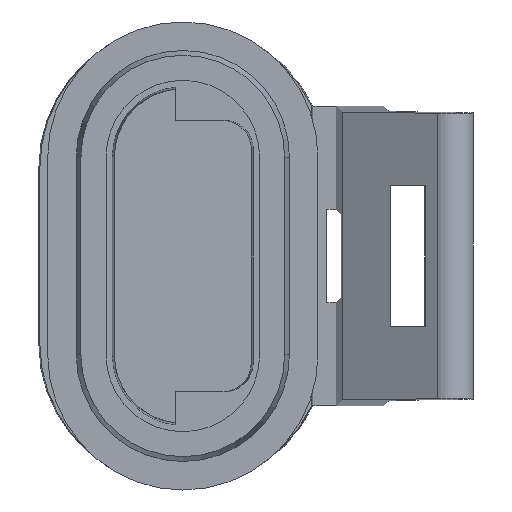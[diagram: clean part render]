
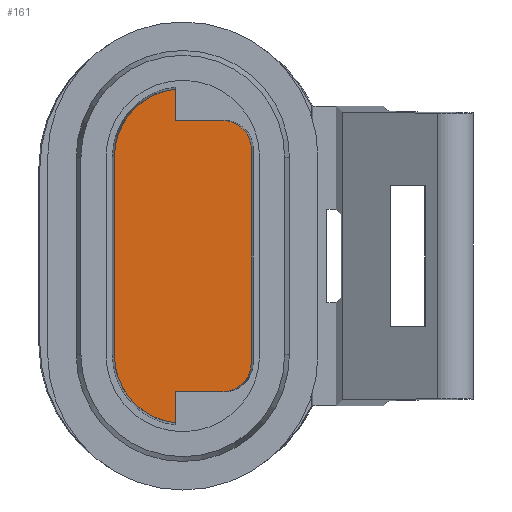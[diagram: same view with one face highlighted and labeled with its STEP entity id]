
A CAD part, front view. The second image highlights one B-rep face of the part: STEP entity #161.
In plain terms, the highlighted planar face has unit normal (0, -1, 0).
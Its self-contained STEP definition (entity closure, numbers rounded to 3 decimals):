
#82=CIRCLE('',#1362,2.875);
#83=CIRCLE('',#1363,2.875);
#161=ADVANCED_FACE('',(#266),#211,.T.);
#211=PLANE('',#1366);
#266=FACE_OUTER_BOUND('',#340,.T.);
#340=EDGE_LOOP('',(#656,#657,#658,#659,#660,#661,#662,#663,#664,#665));
#368=ELLIPSE('',#1364,1.2,1.2);
#369=ELLIPSE('',#1365,1.2,1.2);
#656=ORIENTED_EDGE('',*,*,#997,.T.);
#657=ORIENTED_EDGE('',*,*,#998,.T.);
#658=ORIENTED_EDGE('',*,*,#999,.F.);
#659=ORIENTED_EDGE('',*,*,#1000,.F.);
#660=ORIENTED_EDGE('',*,*,#1001,.T.);
#661=ORIENTED_EDGE('',*,*,#1002,.F.);
#662=ORIENTED_EDGE('',*,*,#1003,.F.);
#663=ORIENTED_EDGE('',*,*,#1004,.F.);
#664=ORIENTED_EDGE('',*,*,#1005,.F.);
#665=ORIENTED_EDGE('',*,*,#1006,.F.);
#832=VERTEX_POINT('',#2072);
#833=VERTEX_POINT('',#2073);
#834=VERTEX_POINT('',#2075);
#835=VERTEX_POINT('',#2077);
#836=VERTEX_POINT('',#2079);
#837=VERTEX_POINT('',#2081);
#838=VERTEX_POINT('',#2083);
#839=VERTEX_POINT('',#2085);
#840=VERTEX_POINT('',#2087);
#841=VERTEX_POINT('',#2089);
#997=EDGE_CURVE('',#832,#833,#82,.T.);
#998=EDGE_CURVE('',#833,#834,#1127,.T.);
#999=EDGE_CURVE('',#835,#834,#83,.T.);
#1000=EDGE_CURVE('',#836,#835,#1128,.T.);
#1001=EDGE_CURVE('',#836,#837,#1129,.T.);
#1002=EDGE_CURVE('',#838,#837,#368,.T.);
#1003=EDGE_CURVE('',#839,#838,#1130,.T.);
#1004=EDGE_CURVE('',#840,#839,#369,.T.);
#1005=EDGE_CURVE('',#841,#840,#1131,.T.);
#1006=EDGE_CURVE('',#832,#841,#1132,.T.);
#1127=LINE('',#2074,#1251);
#1128=LINE('',#2078,#1252);
#1129=LINE('',#2080,#1253);
#1130=LINE('',#2084,#1254);
#1131=LINE('',#2088,#1255);
#1132=LINE('',#2090,#1256);
#1251=VECTOR('',#1679,1.);
#1252=VECTOR('',#1682,1.);
#1253=VECTOR('',#1683,1.);
#1254=VECTOR('',#1686,1.);
#1255=VECTOR('',#1689,1.);
#1256=VECTOR('',#1690,1.);
#1362=AXIS2_PLACEMENT_3D('',#2071,#1677,#1678);
#1363=AXIS2_PLACEMENT_3D('',#2076,#1680,#1681);
#1364=AXIS2_PLACEMENT_3D('',#2082,#1684,#1685);
#1365=AXIS2_PLACEMENT_3D('',#2086,#1687,#1688);
#1366=AXIS2_PLACEMENT_3D('',#2091,#1691,#1692);
#1677=DIRECTION('',(0.,-1.,0.));
#1678=DIRECTION('',(0.,0.,-1.));
#1679=DIRECTION('',(0.,0.,-1.));
#1680=DIRECTION('',(0.,1.,0.));
#1681=DIRECTION('',(0.,0.,-1.));
#1682=DIRECTION('',(0.,0.,-1.));
#1683=DIRECTION('',(1.,0.,0.));
#1684=DIRECTION('',(0.,1.,0.));
#1685=DIRECTION('',(1.,0.,0.));
#1686=DIRECTION('',(0.,0.,-1.));
#1687=DIRECTION('',(0.,1.,0.));
#1688=DIRECTION('',(1.,0.,0.));
#1689=DIRECTION('',(1.,0.,0.));
#1690=DIRECTION('',(0.,0.,-1.));
#1691=DIRECTION('',(0.,-1.,0.));
#1692=DIRECTION('',(0.,0.,1.));
#2071=CARTESIAN_POINT('',(2.478,0.,6.107));
#2072=CARTESIAN_POINT('',(2.153,0.,8.963));
#2073=CARTESIAN_POINT('',(-0.397,0.,6.107));
#2074=CARTESIAN_POINT('',(-0.397,0.,6.107));
#2075=CARTESIAN_POINT('',(-0.397,0.,-2.207));
#2076=CARTESIAN_POINT('',(2.478,0.,-2.207));
#2077=CARTESIAN_POINT('',(2.153,0.,-5.063));
#2078=CARTESIAN_POINT('',(2.153,0.,6.107));
#2079=CARTESIAN_POINT('',(2.153,0.,-3.75));
#2080=CARTESIAN_POINT('',(-0.397,0.,-3.75));
#2081=CARTESIAN_POINT('',(4.153,0.,-3.75));
#2082=CARTESIAN_POINT('',(4.153,0.,-2.55));
#2083=CARTESIAN_POINT('',(5.353,0.,-2.55));
#2084=CARTESIAN_POINT('',(5.353,0.,6.107));
#2085=CARTESIAN_POINT('',(5.353,0.,6.45));
#2086=CARTESIAN_POINT('',(4.153,0.,6.45));
#2087=CARTESIAN_POINT('',(4.153,0.,7.65));
#2088=CARTESIAN_POINT('',(-0.397,0.,7.65));
#2089=CARTESIAN_POINT('',(2.153,0.,7.65));
#2090=CARTESIAN_POINT('',(2.153,0.,6.107));
#2091=CARTESIAN_POINT('',(2.478,0.,6.107));
